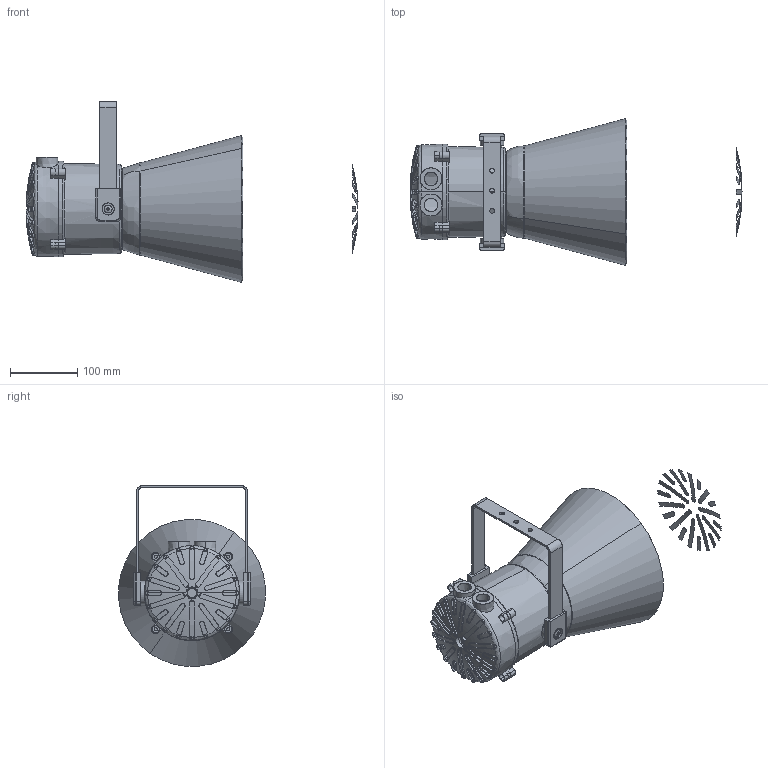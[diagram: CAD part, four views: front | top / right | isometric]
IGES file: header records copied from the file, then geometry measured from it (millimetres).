
Start section: SolidWorks IGES file using analytic representation for surfaces
Global section: file name: SK0122-3D_Issue_A.IGS; native system: SolidWorks 2014; preprocessor: SolidWorks 2014; author: randip.rait; date: 141202.141729; units: millimetre
Bounding box: 495.01 x 218.78 x 269.39 mm (x, y, z)
Surface area: 445480.1 mm2 (no closed solid volume)
Topology: 0 solids, 0 shells, 510 faces, 16360 edges, 18990 vertices
Faces by surface type: revolution 277, bspline 233
